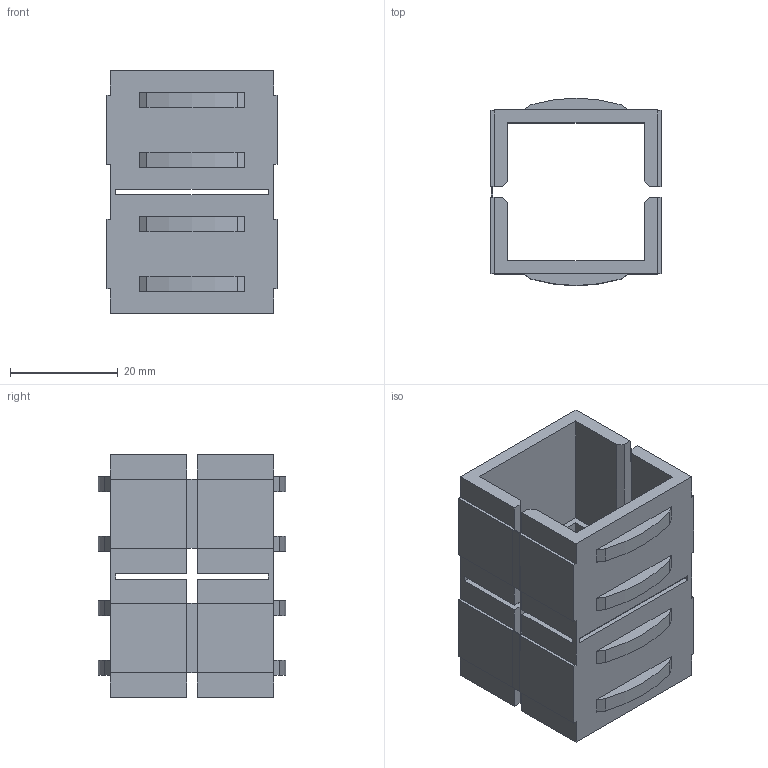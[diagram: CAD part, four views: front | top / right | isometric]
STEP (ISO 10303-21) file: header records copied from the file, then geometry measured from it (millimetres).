
FILE_DESCRIPTION( ( 'STEP AP214' ), '1' );
FILE_NAME( 'K0491.13025.stp', '2020-12-08T10:30:04', ( '' ), ( '' ), ' ', 'PARTsolutions', ' ' );
FILE_SCHEMA( ( 'AUTOMOTIVE_DESIGN { 1 0 10303 214 1 1 1 1 }' ) );
Length unit declared in the file: millimetre
Products named in the file (1): _K0491.13025
Bounding box: 31.5 x 34.7 x 45 mm (x, y, z)
Volume: 13100.5 mm3; surface area: 11716.6 mm2
Topology: 1 solids, 1 shells, 130 faces, 372 edges, 248 vertices
Faces by surface type: plane 122, cylinder 8
Entity records: 5240 total; most frequent: CARTESIAN_POINT 751, ORIENTED_EDGE 744, DIRECTION 650, EDGE_CURVE 372, LINE 356, VECTOR 356, VERTEX_POINT 248, AXIS2_PLACEMENT_3D 147
